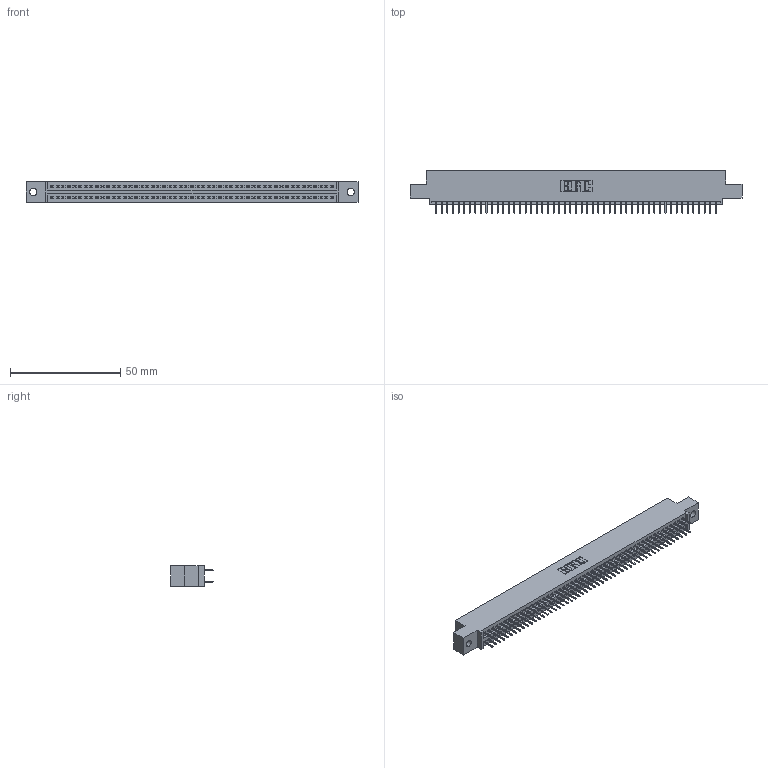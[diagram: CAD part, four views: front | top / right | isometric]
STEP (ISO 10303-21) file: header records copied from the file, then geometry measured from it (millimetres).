
FILE_DESCRIPTION (( 'STEP AP203' ), '1' );
FILE_NAME ('345-102-524-502.STEP', '2019-11-03T07:31:02', ( '' ), ( '' ), 'SwSTEP 2.0', 'SolidWorks 2016', '' );
FILE_SCHEMA (( 'CONFIG_CONTROL_DESIGN' ));
Length unit declared in the file: inch
Products named in the file (3): 345 Part_0.110 Offset - 0.128 Dia; 345-292-001_345-293-124; 345-102-524-502
Assembly tree (103 placements, depth 2):
  345-102-524-502
    345 Part_0.110 Offset - 0.128 Dia
    345-292-001_345-293-124  x102
Bounding box: 150.75 x 19.35 x 9.4 mm (x, y, z)
Volume: 14463 mm3; surface area: 20965.8 mm2
Topology: 103 solids, 103 shells, 5638 faces, 15959 edges, 10230 vertices
Faces by surface type: plane 4062, cylinder 1576
Entity records: 39013 total; most frequent: CARTESIAN_POINT 6532, ORIENTED_EDGE 6466, DIRECTION 5749, EDGE_CURVE 3233, VECTOR 2901, LINE 2901, VERTEX_POINT 2150, AXIS2_PLACEMENT_3D 1424
